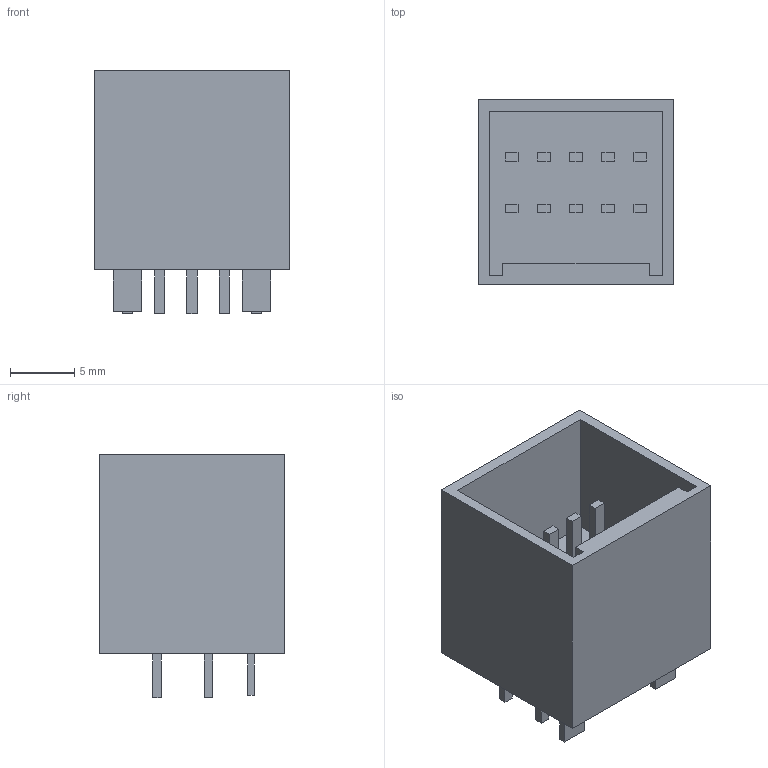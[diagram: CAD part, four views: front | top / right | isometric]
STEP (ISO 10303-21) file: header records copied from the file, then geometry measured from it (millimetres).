
FILE_DESCRIPTION(('FreeCAD Model'),'2;1');
FILE_NAME('JST_J2100_B10B-J21DK-GG_2x05x2.50mm_Straight.STEP','2016-03-20T21:38:27' ,('Author'),(''),'Open CASCADE STEP processor 6.8','FreeCAD','Unknown' );
FILE_SCHEMA(('AUTOMOTIVE_DESIGN_CC2 { 1 2 10303 214 -1 1 5 4 }'));
Length unit declared in the file: millimetre
Products named in the file (1): B10B-J21DK-GGXR
Bounding box: 15.2 x 14.4 x 18.9 mm (x, y, z)
Volume: 1796.8 mm3; surface area: 2199.4 mm2
Topology: 1 solids, 1 shells, 125 faces, 300 edges, 200 vertices
Faces by surface type: plane 125
Entity records: 8342 total; most frequent: CARTESIAN_POINT 1226, DIRECTION 1152, LINE 900, VECTOR 900, ORIENTED_EDGE 600, PCURVE 600, DEFINITIONAL_REPRESENTATION 600, EDGE_CURVE 300
